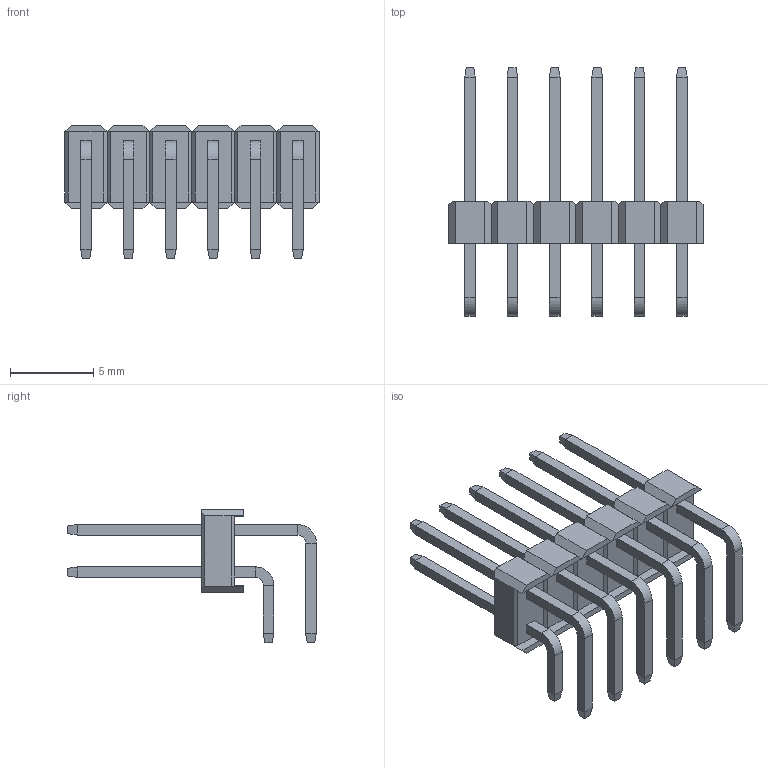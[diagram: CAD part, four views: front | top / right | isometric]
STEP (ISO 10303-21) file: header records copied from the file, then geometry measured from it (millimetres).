
FILE_DESCRIPTION (( 'STEP AP214' ), '1' );
FILE_NAME ('2x6 Male Pin Header Angle.STEP', '2018-11-16T18:29:09', ( 'M.B.I.' ), ( '' ), 'SwSTEP 2.0', '', '' );
FILE_SCHEMA (( 'AUTOMOTIVE_DESIGN' ));
Length unit declared in the file: millimetre
Products named in the file (1): 2x6 Male Pin Header Angle
Bounding box: 15.24 x 14.9 x 8 mm (x, y, z)
Volume: 231.4 mm3; surface area: 893.3 mm2
Topology: 13 solids, 13 shells, 440 faces, 1034 edges, 620 vertices
Faces by surface type: plane 416, cylinder 24
Entity records: 12292 total; most frequent: CARTESIAN_POINT 2095, ORIENTED_EDGE 2068, DIRECTION 1964, EDGE_CURVE 1034, LINE 986, VECTOR 986, VERTEX_POINT 620, AXIS2_PLACEMENT_3D 489
